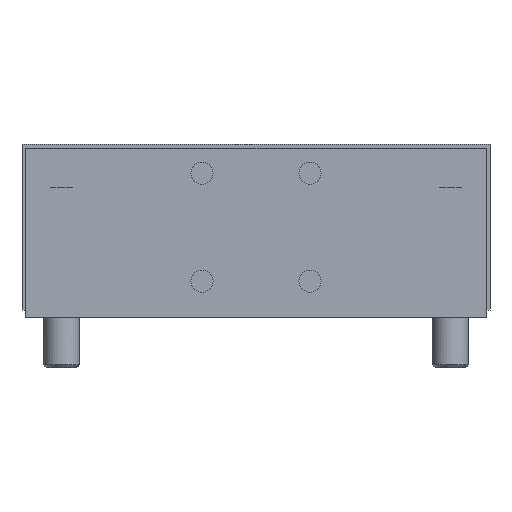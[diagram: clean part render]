
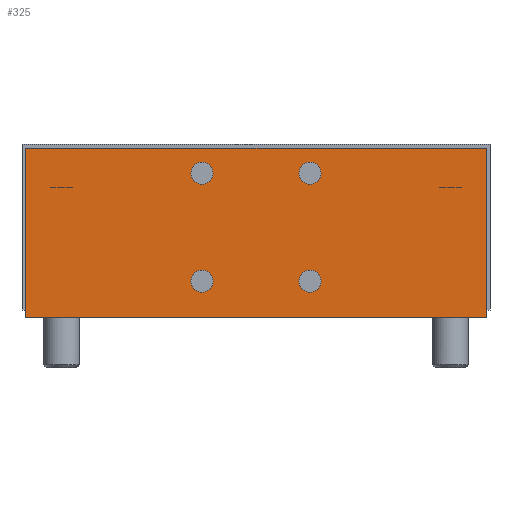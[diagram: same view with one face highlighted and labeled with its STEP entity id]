
A CAD part, left-side view. The second image highlights one B-rep face of the part: STEP entity #325.
In plain terms, the highlighted planar face has unit normal (-1, 0, 0).
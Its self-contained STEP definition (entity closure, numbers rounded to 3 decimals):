
#325 = ADVANCED_FACE( '', ( #830, #831, #832, #833, #834 ), #835, .F. );
#830 = FACE_BOUND( '', #1605, .T. );
#831 = FACE_BOUND( '', #1606, .T. );
#832 = FACE_BOUND( '', #1607, .T. );
#833 = FACE_BOUND( '', #1608, .T. );
#834 = FACE_OUTER_BOUND( '', #1609, .T. );
#835 = PLANE( '', #1610 );
#1605 = EDGE_LOOP( '', ( #2548 ) );
#1606 = EDGE_LOOP( '', ( #2549 ) );
#1607 = EDGE_LOOP( '', ( #2550 ) );
#1608 = EDGE_LOOP( '', ( #2551 ) );
#1609 = EDGE_LOOP( '', ( #2552, #2553, #2554, #2555 ) );
#1610 = AXIS2_PLACEMENT_3D( '', #2556, #2557, #2558 );
#2548 = ORIENTED_EDGE( '', *, *, #3779, .T. );
#2549 = ORIENTED_EDGE( '', *, *, #3777, .T. );
#2550 = ORIENTED_EDGE( '', *, *, #3771, .T. );
#2551 = ORIENTED_EDGE( '', *, *, #3780, .T. );
#2552 = ORIENTED_EDGE( '', *, *, #3781, .F. );
#2553 = ORIENTED_EDGE( '', *, *, #3782, .F. );
#2554 = ORIENTED_EDGE( '', *, *, #3755, .F. );
#2555 = ORIENTED_EDGE( '', *, *, #3783, .F. );
#2556 = CARTESIAN_POINT( '', ( -291., 36., 23. ) );
#2557 = DIRECTION( '', ( 1., 0., 0. ) );
#2558 = DIRECTION( '', ( 0., 1., 0. ) );
#3755 = EDGE_CURVE( '', #4383, #4385, #4386, .T. );
#3771 = EDGE_CURVE( '', #4411, #4411, #4412, .T. );
#3777 = EDGE_CURVE( '', #4421, #4421, #4422, .T. );
#3779 = EDGE_CURVE( '', #4424, #4424, #4425, .T. );
#3780 = EDGE_CURVE( '', #4426, #4426, #4427, .T. );
#3781 = EDGE_CURVE( '', #4428, #4429, #4430, .T. );
#3782 = EDGE_CURVE( '', #4385, #4428, #4431, .T. );
#3783 = EDGE_CURVE( '', #4429, #4383, #4432, .T. );
#4383 = VERTEX_POINT( '', #5310 );
#4385 = VERTEX_POINT( '', #5313 );
#4386 = LINE( '', #5314, #5315 );
#4411 = VERTEX_POINT( '', #5374 );
#4412 = CIRCLE( '', #5375, 3.1 );
#4421 = VERTEX_POINT( '', #5384 );
#4422 = CIRCLE( '', #5385, 3.1 );
#4424 = VERTEX_POINT( '', #5387 );
#4425 = CIRCLE( '', #5388, 3.1 );
#4426 = VERTEX_POINT( '', #5389 );
#4427 = CIRCLE( '', #5390, 3.1 );
#4428 = VERTEX_POINT( '', #5391 );
#4429 = VERTEX_POINT( '', #5392 );
#4430 = LINE( '', #5393, #5394 );
#4431 = LINE( '', #5395, #5396 );
#4432 = LINE( '', #5397, #5398 );
#5310 = CARTESIAN_POINT( '', ( -291., 64., 45. ) );
#5313 = CARTESIAN_POINT( '', ( -291., -64., 45. ) );
#5314 = CARTESIAN_POINT( '', ( -291., 64., 45. ) );
#5315 = VECTOR( '', #6111, 1000. );
#5374 = CARTESIAN_POINT( '', ( -291., 18.1, 38. ) );
#5375 = AXIS2_PLACEMENT_3D( '', #6137, #6138, #6139 );
#5384 = CARTESIAN_POINT( '', ( -291., -11.9, 8. ) );
#5385 = AXIS2_PLACEMENT_3D( '', #6149, #6150, #6151 );
#5387 = CARTESIAN_POINT( '', ( -291., 18.1, 8. ) );
#5388 = AXIS2_PLACEMENT_3D( '', #6152, #6153, #6154 );
#5389 = CARTESIAN_POINT( '', ( -291., -11.9, 38. ) );
#5390 = AXIS2_PLACEMENT_3D( '', #6155, #6156, #6157 );
#5391 = CARTESIAN_POINT( '', ( -291., -64., -2. ) );
#5392 = CARTESIAN_POINT( '', ( -291., 64., -2. ) );
#5393 = CARTESIAN_POINT( '', ( -291., -64., -2. ) );
#5394 = VECTOR( '', #6158, 1000. );
#5395 = CARTESIAN_POINT( '', ( -291., -64., 45. ) );
#5396 = VECTOR( '', #6159, 1000. );
#5397 = CARTESIAN_POINT( '', ( -291., 64., -2. ) );
#5398 = VECTOR( '', #6160, 1000. );
#6111 = DIRECTION( '', ( 0., -1., 0. ) );
#6137 = CARTESIAN_POINT( '', ( -291., 15., 38. ) );
#6138 = DIRECTION( '', ( 1., 0., 0. ) );
#6139 = DIRECTION( '', ( 0., 1., 0. ) );
#6149 = CARTESIAN_POINT( '', ( -291., -15., 8. ) );
#6150 = DIRECTION( '', ( 1., 0., 0. ) );
#6151 = DIRECTION( '', ( 0., 1., 0. ) );
#6152 = CARTESIAN_POINT( '', ( -291., 15., 8. ) );
#6153 = DIRECTION( '', ( 1., 0., 0. ) );
#6154 = DIRECTION( '', ( 0., 1., 0. ) );
#6155 = CARTESIAN_POINT( '', ( -291., -15., 38. ) );
#6156 = DIRECTION( '', ( 1., 0., 0. ) );
#6157 = DIRECTION( '', ( 0., 1., 0. ) );
#6158 = DIRECTION( '', ( 0., 1., 0. ) );
#6159 = DIRECTION( '', ( 0., 0., -1. ) );
#6160 = DIRECTION( '', ( 0., 0., 1. ) );
